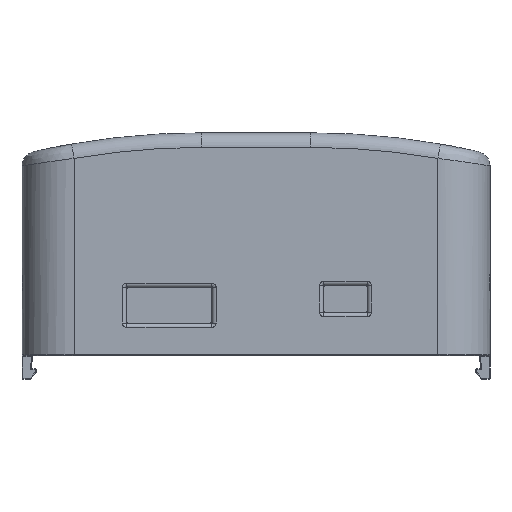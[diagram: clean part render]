
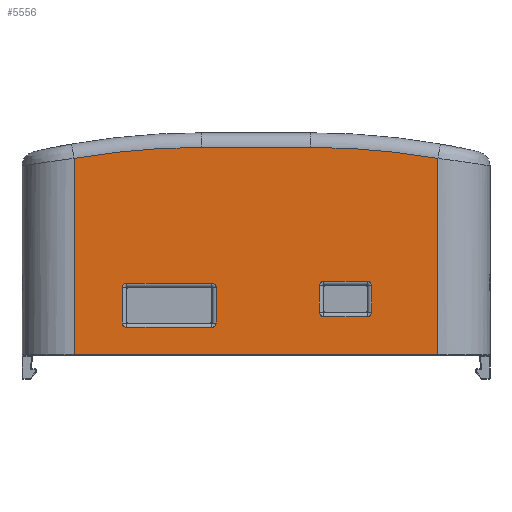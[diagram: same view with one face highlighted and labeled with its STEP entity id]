
A CAD part, front view. The second image highlights one B-rep face of the part: STEP entity #5556.
In plain terms, the highlighted planar face has unit normal (0, -1, 0).
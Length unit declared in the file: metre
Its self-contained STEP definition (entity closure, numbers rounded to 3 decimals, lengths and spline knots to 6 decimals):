
#571=LINE('',#9100,#895);
#572=LINE('',#9103,#896);
#573=LINE('',#9105,#897);
#574=LINE('',#9109,#898);
#575=LINE('',#9115,#899);
#576=LINE('',#9119,#900);
#577=LINE('',#9123,#901);
#578=LINE('',#9127,#902);
#579=LINE('',#9131,#903);
#580=LINE('',#9135,#904);
#581=LINE('',#9139,#905);
#582=LINE('',#9143,#906);
#895=VECTOR('',#7050,1.);
#896=VECTOR('',#7051,1.);
#897=VECTOR('',#7052,1.);
#898=VECTOR('',#7055,1.);
#899=VECTOR('',#7060,1.);
#900=VECTOR('',#7063,1.);
#901=VECTOR('',#7066,1.);
#902=VECTOR('',#7069,1.);
#903=VECTOR('',#7072,1.);
#904=VECTOR('',#7075,1.);
#905=VECTOR('',#7078,1.);
#906=VECTOR('',#7081,1.);
#1316=ORIENTED_EDGE('',*,*,#3062,.T.);
#1317=ORIENTED_EDGE('',*,*,#3063,.T.);
#1318=ORIENTED_EDGE('',*,*,#3064,.T.);
#1319=ORIENTED_EDGE('',*,*,#3065,.T.);
#1320=ORIENTED_EDGE('',*,*,#3066,.T.);
#1321=ORIENTED_EDGE('',*,*,#3067,.T.);
#1322=ORIENTED_EDGE('',*,*,#3068,.F.);
#1323=ORIENTED_EDGE('',*,*,#3069,.T.);
#1324=ORIENTED_EDGE('',*,*,#3070,.F.);
#1325=ORIENTED_EDGE('',*,*,#3071,.T.);
#1326=ORIENTED_EDGE('',*,*,#3072,.F.);
#1327=ORIENTED_EDGE('',*,*,#3073,.T.);
#1328=ORIENTED_EDGE('',*,*,#3074,.F.);
#1329=ORIENTED_EDGE('',*,*,#3075,.T.);
#1330=ORIENTED_EDGE('',*,*,#3076,.F.);
#1331=ORIENTED_EDGE('',*,*,#3077,.T.);
#1332=ORIENTED_EDGE('',*,*,#3078,.F.);
#1333=ORIENTED_EDGE('',*,*,#3079,.T.);
#1334=ORIENTED_EDGE('',*,*,#3080,.F.);
#1335=ORIENTED_EDGE('',*,*,#3081,.T.);
#1336=ORIENTED_EDGE('',*,*,#3082,.F.);
#1337=ORIENTED_EDGE('',*,*,#3083,.T.);
#3062=EDGE_CURVE('',#3924,#3925,#571,.F.);
#3063=EDGE_CURVE('',#3925,#3926,#572,.T.);
#3064=EDGE_CURVE('',#3926,#3927,#573,.T.);
#3065=EDGE_CURVE('',#3927,#3928,#4333,.T.);
#3066=EDGE_CURVE('',#3928,#3929,#574,.F.);
#3067=EDGE_CURVE('',#3929,#3924,#4334,.T.);
#3068=EDGE_CURVE('',#3930,#3931,#4335,.T.);
#3069=EDGE_CURVE('',#3930,#3932,#575,.T.);
#3070=EDGE_CURVE('',#3933,#3932,#4336,.T.);
#3071=EDGE_CURVE('',#3933,#3934,#576,.F.);
#3072=EDGE_CURVE('',#3935,#3934,#4337,.T.);
#3073=EDGE_CURVE('',#3935,#3936,#577,.F.);
#3074=EDGE_CURVE('',#3937,#3936,#4338,.T.);
#3075=EDGE_CURVE('',#3937,#3931,#578,.T.);
#3076=EDGE_CURVE('',#3938,#3939,#4339,.T.);
#3077=EDGE_CURVE('',#3938,#3940,#579,.T.);
#3078=EDGE_CURVE('',#3941,#3940,#4340,.T.);
#3079=EDGE_CURVE('',#3941,#3942,#580,.F.);
#3080=EDGE_CURVE('',#3943,#3942,#4341,.T.);
#3081=EDGE_CURVE('',#3943,#3944,#581,.F.);
#3082=EDGE_CURVE('',#3945,#3944,#4342,.T.);
#3083=EDGE_CURVE('',#3945,#3939,#582,.T.);
#3924=VERTEX_POINT('',#9101);
#3925=VERTEX_POINT('',#9102);
#3926=VERTEX_POINT('',#9104);
#3927=VERTEX_POINT('',#9106);
#3928=VERTEX_POINT('',#9108);
#3929=VERTEX_POINT('',#9110);
#3930=VERTEX_POINT('',#9113);
#3931=VERTEX_POINT('',#9114);
#3932=VERTEX_POINT('',#9116);
#3933=VERTEX_POINT('',#9118);
#3934=VERTEX_POINT('',#9120);
#3935=VERTEX_POINT('',#9122);
#3936=VERTEX_POINT('',#9124);
#3937=VERTEX_POINT('',#9126);
#3938=VERTEX_POINT('',#9129);
#3939=VERTEX_POINT('',#9130);
#3940=VERTEX_POINT('',#9132);
#3941=VERTEX_POINT('',#9134);
#3942=VERTEX_POINT('',#9136);
#3943=VERTEX_POINT('',#9138);
#3944=VERTEX_POINT('',#9140);
#3945=VERTEX_POINT('',#9142);
#4333=CIRCLE('',#6023,0.083877);
#4334=CIRCLE('',#6024,0.083877);
#4335=CIRCLE('',#6025,0.0005);
#4336=CIRCLE('',#6026,0.0005);
#4337=CIRCLE('',#6027,0.0005);
#4338=CIRCLE('',#6028,0.0005);
#4339=CIRCLE('',#6029,0.0005);
#4340=CIRCLE('',#6030,0.0005);
#4341=CIRCLE('',#6031,0.0005);
#4342=CIRCLE('',#6032,0.0005);
#4726=EDGE_LOOP('',(#1316,#1317,#1318,#1319,#1320,#1321));
#4727=EDGE_LOOP('',(#1322,#1323,#1324,#1325,#1326,#1327,#1328,#1329));
#4728=EDGE_LOOP('',(#1330,#1331,#1332,#1333,#1334,#1335,#1336,#1337));
#5114=FACE_BOUND('',#4726,.T.);
#5115=FACE_BOUND('',#4727,.T.);
#5116=FACE_BOUND('',#4728,.T.);
#5490=PLANE('',#6022);
#5556=ADVANCED_FACE('',(#5114,#5115,#5116),#5490,.T.);
#6022=AXIS2_PLACEMENT_3D('',#9099,#7048,#7049);
#6023=AXIS2_PLACEMENT_3D('',#9107,#7053,#7054);
#6024=AXIS2_PLACEMENT_3D('',#9111,#7056,#7057);
#6025=AXIS2_PLACEMENT_3D('',#9112,#7058,#7059);
#6026=AXIS2_PLACEMENT_3D('',#9117,#7061,#7062);
#6027=AXIS2_PLACEMENT_3D('',#9121,#7064,#7065);
#6028=AXIS2_PLACEMENT_3D('',#9125,#7067,#7068);
#6029=AXIS2_PLACEMENT_3D('',#9128,#7070,#7071);
#6030=AXIS2_PLACEMENT_3D('',#9133,#7073,#7074);
#6031=AXIS2_PLACEMENT_3D('',#9137,#7076,#7077);
#6032=AXIS2_PLACEMENT_3D('',#9141,#7079,#7080);
#7048=DIRECTION('',(0.,-1.,0.));
#7049=DIRECTION('',(1.,0.,0.));
#7050=DIRECTION('',(0.,0.,1.));
#7051=DIRECTION('',(1.,0.,0.));
#7052=DIRECTION('',(0.,0.,1.));
#7053=DIRECTION('',(0.,-1.,0.));
#7054=DIRECTION('',(0.,0.,-1.));
#7055=DIRECTION('',(1.,0.,0.));
#7056=DIRECTION('',(0.,-1.,0.));
#7057=DIRECTION('',(0.,0.,-1.));
#7058=DIRECTION('',(0.,-1.,0.));
#7059=DIRECTION('',(0.,0.,-1.));
#7060=DIRECTION('',(0.,0.,-1.));
#7061=DIRECTION('',(0.,-1.,0.));
#7062=DIRECTION('',(0.,0.,-1.));
#7063=DIRECTION('',(1.,0.,0.));
#7064=DIRECTION('',(0.,-1.,0.));
#7065=DIRECTION('',(0.,0.,-1.));
#7066=DIRECTION('',(0.,0.,-1.));
#7067=DIRECTION('',(0.,-1.,0.));
#7068=DIRECTION('',(0.,0.,-1.));
#7069=DIRECTION('',(1.,0.,0.));
#7070=DIRECTION('',(0.,-1.,0.));
#7071=DIRECTION('',(0.,0.,-1.));
#7072=DIRECTION('',(0.,0.,-1.));
#7073=DIRECTION('',(0.,-1.,0.));
#7074=DIRECTION('',(0.,0.,-1.));
#7075=DIRECTION('',(1.,0.,0.));
#7076=DIRECTION('',(0.,-1.,0.));
#7077=DIRECTION('',(0.,0.,-1.));
#7078=DIRECTION('',(0.,0.,-1.));
#7079=DIRECTION('',(0.,-1.,0.));
#7080=DIRECTION('',(0.,0.,-1.));
#7081=DIRECTION('',(1.,0.,0.));
#9099=CARTESIAN_POINT('',(0.00904,-0.022279,0.007538));
#9100=CARTESIAN_POINT('',(-0.011546,-0.022279,0.007538));
#9101=CARTESIAN_POINT('',(-0.011546,-0.022279,0.020149));
#9102=CARTESIAN_POINT('',(-0.011546,-0.022279,-0.002093));
#9103=CARTESIAN_POINT('',(0.029625,-0.022279,-0.002093));
#9104=CARTESIAN_POINT('',(0.029625,-0.022279,-0.002093));
#9105=CARTESIAN_POINT('',(0.029625,-0.022279,0.0206));
#9106=CARTESIAN_POINT('',(0.029625,-0.022279,0.020149));
#9107=CARTESIAN_POINT('',(0.015225,-0.022279,-0.062483));
#9108=CARTESIAN_POINT('',(0.015225,-0.022279,0.021394));
#9109=CARTESIAN_POINT('',(0.00904,-0.022279,0.021394));
#9110=CARTESIAN_POINT('',(0.002854,-0.022279,0.021394));
#9111=CARTESIAN_POINT('',(0.002854,-0.022279,-0.062483));
#9112=CARTESIAN_POINT('',(0.02162,-0.022279,0.005741));
#9113=CARTESIAN_POINT('',(0.02212,-0.022279,0.005741));
#9114=CARTESIAN_POINT('',(0.02162,-0.022279,0.006241));
#9115=CARTESIAN_POINT('',(0.02212,-0.022279,0.007538));
#9116=CARTESIAN_POINT('',(0.02212,-0.022279,0.002741));
#9117=CARTESIAN_POINT('',(0.02162,-0.022279,0.002741));
#9118=CARTESIAN_POINT('',(0.02162,-0.022279,0.002241));
#9119=CARTESIAN_POINT('',(0.01672,-0.022279,0.002241));
#9120=CARTESIAN_POINT('',(0.01672,-0.022279,0.002241));
#9121=CARTESIAN_POINT('',(0.01672,-0.022279,0.002741));
#9122=CARTESIAN_POINT('',(0.01622,-0.022279,0.002741));
#9123=CARTESIAN_POINT('',(0.01622,-0.022279,0.005741));
#9124=CARTESIAN_POINT('',(0.01622,-0.022279,0.005741));
#9125=CARTESIAN_POINT('',(0.01672,-0.022279,0.005741));
#9126=CARTESIAN_POINT('',(0.01672,-0.022279,0.006241));
#9127=CARTESIAN_POINT('',(0.00904,-0.022279,0.006241));
#9128=CARTESIAN_POINT('',(0.004034,-0.022279,0.005515));
#9129=CARTESIAN_POINT('',(0.004534,-0.022279,0.005515));
#9130=CARTESIAN_POINT('',(0.004034,-0.022279,0.006015));
#9131=CARTESIAN_POINT('',(0.004534,-0.022279,0.007538));
#9132=CARTESIAN_POINT('',(0.004534,-0.022279,0.001516));
#9133=CARTESIAN_POINT('',(0.004034,-0.022279,0.001516));
#9134=CARTESIAN_POINT('',(0.004034,-0.022279,0.001016));
#9135=CARTESIAN_POINT('',(-0.005586,-0.022279,0.001016));
#9136=CARTESIAN_POINT('',(-0.005586,-0.022279,0.001016));
#9137=CARTESIAN_POINT('',(-0.005586,-0.022279,0.001516));
#9138=CARTESIAN_POINT('',(-0.006086,-0.022279,0.001516));
#9139=CARTESIAN_POINT('',(-0.006086,-0.022279,0.005515));
#9140=CARTESIAN_POINT('',(-0.006086,-0.022279,0.005515));
#9141=CARTESIAN_POINT('',(-0.005586,-0.022279,0.005515));
#9142=CARTESIAN_POINT('',(-0.005586,-0.022279,0.006015));
#9143=CARTESIAN_POINT('',(0.00904,-0.022279,0.006015));
